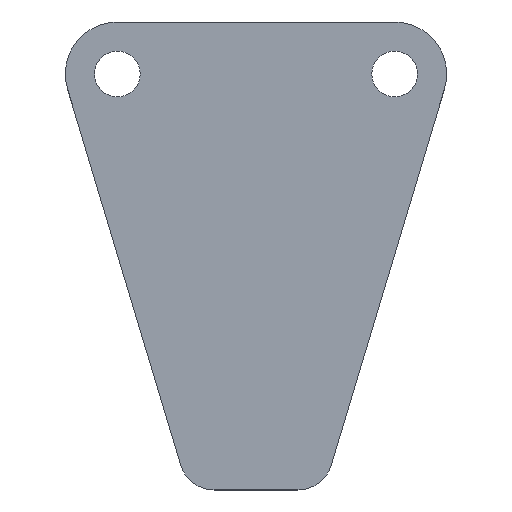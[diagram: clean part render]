
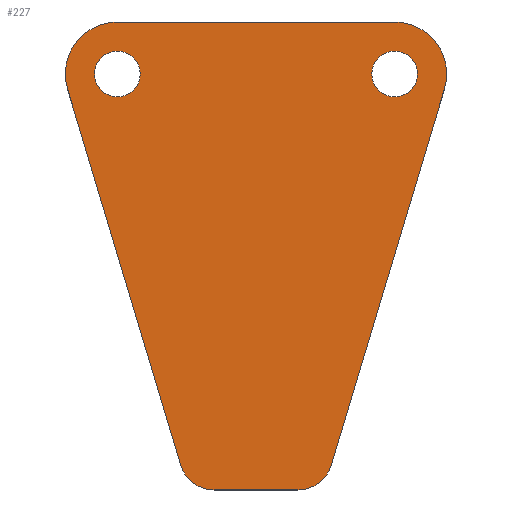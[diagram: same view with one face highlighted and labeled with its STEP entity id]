
A CAD part, top view. The second image highlights one B-rep face of the part: STEP entity #227.
In plain terms, the highlighted planar face has unit normal (0, 0, 1).
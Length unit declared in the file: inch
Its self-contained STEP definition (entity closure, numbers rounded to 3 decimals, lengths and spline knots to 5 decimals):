
#15=FACE_BOUND('',#48,.T.);
#16=FACE_BOUND('',#49,.T.);
#23=PLANE('',#273);
#35=FACE_OUTER_BOUND('',#47,.T.);
#47=EDGE_LOOP('',(#191,#192,#193,#194,#195,#196,#197,#198));
#48=EDGE_LOOP('',(#199));
#49=EDGE_LOOP('',(#200));
#58=LINE('',#369,#76);
#62=LINE('',#381,#80);
#66=LINE('',#393,#84);
#70=LINE('',#403,#88);
#76=VECTOR('',#302,0.3937);
#80=VECTOR('',#314,0.3937);
#84=VECTOR('',#326,0.3937);
#88=VECTOR('',#338,0.3937);
#89=CIRCLE('',#252,0.0825);
#91=CIRCLE('',#255,0.0825);
#94=CIRCLE('',#259,0.1875);
#96=CIRCLE('',#263,0.125);
#98=CIRCLE('',#267,0.125);
#100=CIRCLE('',#271,0.1875);
#101=VERTEX_POINT('',#345);
#103=VERTEX_POINT('',#351);
#107=VERTEX_POINT('',#360);
#108=VERTEX_POINT('',#362);
#110=VERTEX_POINT('',#368);
#112=VERTEX_POINT('',#374);
#114=VERTEX_POINT('',#380);
#116=VERTEX_POINT('',#386);
#118=VERTEX_POINT('',#392);
#120=VERTEX_POINT('',#398);
#121=EDGE_CURVE('',#101,#101,#89,.T.);
#124=EDGE_CURVE('',#103,#103,#91,.T.);
#129=EDGE_CURVE('',#108,#107,#94,.T.);
#132=EDGE_CURVE('',#110,#108,#58,.T.);
#135=EDGE_CURVE('',#112,#110,#96,.T.);
#138=EDGE_CURVE('',#114,#112,#62,.T.);
#141=EDGE_CURVE('',#116,#114,#98,.T.);
#144=EDGE_CURVE('',#118,#116,#66,.T.);
#147=EDGE_CURVE('',#120,#118,#100,.T.);
#150=EDGE_CURVE('',#107,#120,#70,.T.);
#191=ORIENTED_EDGE('',*,*,#150,.T.);
#192=ORIENTED_EDGE('',*,*,#147,.T.);
#193=ORIENTED_EDGE('',*,*,#144,.T.);
#194=ORIENTED_EDGE('',*,*,#141,.T.);
#195=ORIENTED_EDGE('',*,*,#138,.T.);
#196=ORIENTED_EDGE('',*,*,#135,.T.);
#197=ORIENTED_EDGE('',*,*,#132,.T.);
#198=ORIENTED_EDGE('',*,*,#129,.T.);
#199=ORIENTED_EDGE('',*,*,#124,.T.);
#200=ORIENTED_EDGE('',*,*,#121,.T.);
#227=ADVANCED_FACE('',(#35,#15,#16),#23,.T.);
#252=AXIS2_PLACEMENT_3D('',#346,#279,#280);
#255=AXIS2_PLACEMENT_3D('',#352,#286,#287);
#259=AXIS2_PLACEMENT_3D('',#363,#296,#297);
#263=AXIS2_PLACEMENT_3D('',#375,#308,#309);
#267=AXIS2_PLACEMENT_3D('',#387,#320,#321);
#271=AXIS2_PLACEMENT_3D('',#399,#332,#333);
#273=AXIS2_PLACEMENT_3D('',#404,#339,#340);
#279=DIRECTION('center_axis',(0.,0.,-1.));
#280=DIRECTION('ref_axis',(-1.,0.,0.));
#286=DIRECTION('center_axis',(0.,0.,-1.));
#287=DIRECTION('ref_axis',(-1.,0.,0.));
#296=DIRECTION('center_axis',(0.,0.,1.));
#297=DIRECTION('ref_axis',(0.958,-0.288,0.));
#302=DIRECTION('',(0.288,0.958,0.));
#308=DIRECTION('center_axis',(0.,0.,1.));
#309=DIRECTION('ref_axis',(0.,-1.,0.));
#314=DIRECTION('',(1.,0.,0.));
#320=DIRECTION('center_axis',(0.,0.,1.));
#321=DIRECTION('ref_axis',(-0.958,-0.288,0.));
#326=DIRECTION('',(0.288,-0.958,0.));
#332=DIRECTION('center_axis',(0.,0.,1.));
#333=DIRECTION('ref_axis',(0.,1.,0.));
#338=DIRECTION('',(-1.,0.,0.));
#339=DIRECTION('center_axis',(0.,0.,1.));
#340=DIRECTION('ref_axis',(1.,0.,0.));
#345=CARTESIAN_POINT('',(0.60233,0.79995,0.0625));
#346=CARTESIAN_POINT('Origin',(0.51983,0.79995,0.0625));
#351=CARTESIAN_POINT('',(-0.39767,0.79995,0.0625));
#352=CARTESIAN_POINT('Origin',(-0.48017,0.79995,0.0625));
#360=CARTESIAN_POINT('',(0.51983,0.98745,0.0625));
#362=CARTESIAN_POINT('',(0.69937,0.7459,0.0625));
#363=CARTESIAN_POINT('Origin',(0.51983,0.79995,0.0625));
#368=CARTESIAN_POINT('',(0.29084,-0.61109,0.0625));
#369=CARTESIAN_POINT('',(0.29084,-0.61109,0.0625));
#374=CARTESIAN_POINT('',(0.17114,-0.70005,0.0625));
#375=CARTESIAN_POINT('Origin',(0.17114,-0.57505,0.0625));
#380=CARTESIAN_POINT('',(-0.13149,-0.70005,0.0625));
#381=CARTESIAN_POINT('',(-0.13149,-0.70005,0.0625));
#386=CARTESIAN_POINT('',(-0.25118,-0.61109,0.0625));
#387=CARTESIAN_POINT('Origin',(-0.13149,-0.57505,0.0625));
#392=CARTESIAN_POINT('',(-0.65971,0.7459,0.0625));
#393=CARTESIAN_POINT('',(-0.65971,0.7459,0.0625));
#398=CARTESIAN_POINT('',(-0.48017,0.98745,0.0625));
#399=CARTESIAN_POINT('Origin',(-0.48017,0.79995,0.0625));
#403=CARTESIAN_POINT('',(0.51983,0.98745,0.0625));
#404=CARTESIAN_POINT('Origin',(0.01983,0.1437,0.0625));
